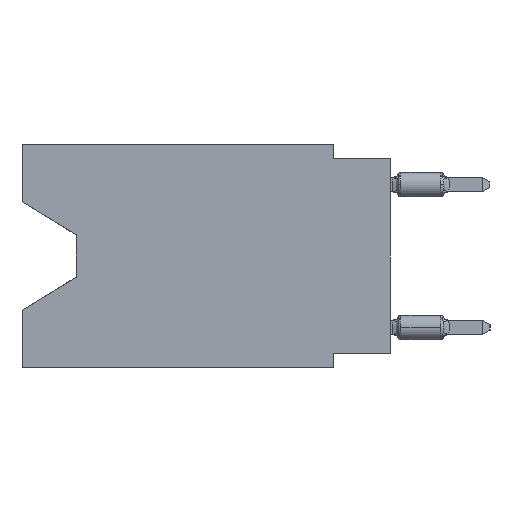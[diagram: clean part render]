
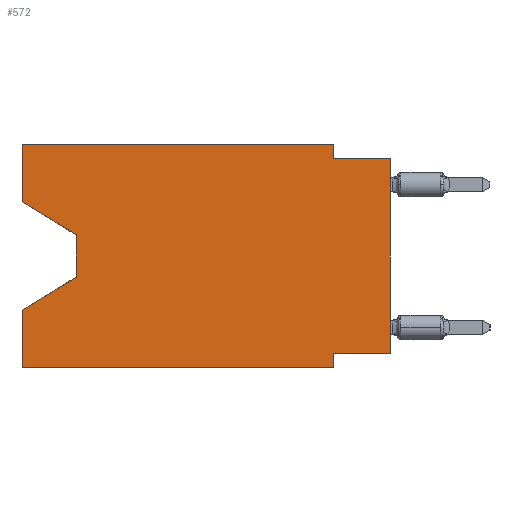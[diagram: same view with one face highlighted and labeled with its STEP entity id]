
A CAD part, left-side view. The second image highlights one B-rep face of the part: STEP entity #572.
In plain terms, the highlighted planar face has unit normal (-1, 0, 0).
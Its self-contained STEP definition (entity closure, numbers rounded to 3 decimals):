
#453 = CARTESIAN_POINT ( 'NONE',  ( 0., 0., 0. ) ) ;
#487 = CARTESIAN_POINT ( 'NONE',  ( 0., 2.54, 0. ) ) ;
#534 = ORIENTED_EDGE ( 'NONE', *, *, #14035, .T. ) ;
#572 = ADVANCED_FACE ( 'NONE', ( #28171 ), #18566, .F. ) ;
#966 = DIRECTION ( 'NONE',  ( 0., -0.855, -0.519 ) ) ;
#1259 = EDGE_CURVE ( 'NONE', #22155, #24398, #12907, .T. ) ;
#1330 = EDGE_CURVE ( 'NONE', #18681, #22155, #24958, .T. ) ;
#1653 = ORIENTED_EDGE ( 'NONE', *, *, #26727, .F. ) ;
#1690 = ORIENTED_EDGE ( 'NONE', *, *, #1330, .F. ) ;
#1707 = CARTESIAN_POINT ( 'NONE',  ( 0., 0., -0.635 ) ) ;
#2227 = VECTOR ( 'NONE', #27255, 1000. ) ;
#2354 = ORIENTED_EDGE ( 'NONE', *, *, #1259, .F. ) ;
#2571 = EDGE_CURVE ( 'NONE', #28286, #11733, #3477, .T. ) ;
#2815 = AXIS2_PLACEMENT_3D ( 'NONE', #7229, #25916, #20972 ) ;
#2857 = ORIENTED_EDGE ( 'NONE', *, *, #2571, .F. ) ;
#3217 = CARTESIAN_POINT ( 'NONE',  ( 0., 16.383, -2.546 ) ) ;
#3369 = VERTEX_POINT ( 'NONE', #19694 ) ;
#3477 = LINE ( 'NONE', #26977, #18079 ) ;
#4335 = LINE ( 'NONE', #25294, #2227 ) ;
#4757 = CARTESIAN_POINT ( 'NONE',  ( 0., 16.383, -9.906 ) ) ;
#5185 = VERTEX_POINT ( 'NONE', #26296 ) ;
#5988 = ORIENTED_EDGE ( 'NONE', *, *, #25388, .F. ) ;
#6977 = DIRECTION ( 'NONE',  ( 0., -1., 0. ) ) ;
#7229 = CARTESIAN_POINT ( 'NONE',  ( 0., 16.383, 0. ) ) ;
#7341 = EDGE_CURVE ( 'NONE', #3369, #13132, #10156, .T. ) ;
#7552 = VECTOR ( 'NONE', #25608, 1000. ) ;
#8154 = VECTOR ( 'NONE', #26381, 1000. ) ;
#8256 = EDGE_LOOP ( 'NONE', ( #534, #17173, #29758, #2857, #12495, #1653, #19997, #10866, #9229, #5988, #2354, #1690 ) ) ;
#8479 = CARTESIAN_POINT ( 'NONE',  ( 0., 2.54, -9.271 ) ) ;
#8679 = DIRECTION ( 'NONE',  ( 0., 0., 1. ) ) ;
#8795 = VERTEX_POINT ( 'NONE', #26121 ) ;
#8965 = VECTOR ( 'NONE', #10792, 1000. ) ;
#9151 = VERTEX_POINT ( 'NONE', #14335 ) ;
#9229 = ORIENTED_EDGE ( 'NONE', *, *, #15978, .F. ) ;
#9383 = EDGE_CURVE ( 'NONE', #9151, #26466, #4335, .T. ) ;
#9732 = CARTESIAN_POINT ( 'NONE',  ( 0., 2.54, 0. ) ) ;
#9758 = EDGE_CURVE ( 'NONE', #9151, #8795, #23663, .T. ) ;
#10156 = LINE ( 'NONE', #24044, #24829 ) ;
#10792 = DIRECTION ( 'NONE',  ( 0., 0.855, -0.519 ) ) ;
#10866 = ORIENTED_EDGE ( 'NONE', *, *, #9758, .T. ) ;
#11005 = VERTEX_POINT ( 'NONE', #16360 ) ;
#11733 = VERTEX_POINT ( 'NONE', #26678 ) ;
#11840 = LINE ( 'NONE', #4757, #27270 ) ;
#12495 = ORIENTED_EDGE ( 'NONE', *, *, #28427, .T. ) ;
#12907 = LINE ( 'NONE', #22121, #21618 ) ;
#13045 = VECTOR ( 'NONE', #6977, 1000. ) ;
#13132 = VERTEX_POINT ( 'NONE', #27918 ) ;
#14035 = EDGE_CURVE ( 'NONE', #18681, #3369, #16677, .T. ) ;
#14335 = CARTESIAN_POINT ( 'NONE',  ( 0., 0., -9.271 ) ) ;
#14561 = DIRECTION ( 'NONE',  ( 0., -1., 0. ) ) ;
#14886 = DIRECTION ( 'NONE',  ( 0., -1., 0. ) ) ;
#15530 = DIRECTION ( 'NONE',  ( 0., 0., 1. ) ) ;
#15978 = EDGE_CURVE ( 'NONE', #11005, #8795, #27633, .T. ) ;
#16360 = CARTESIAN_POINT ( 'NONE',  ( 0., 2.54, -0.635 ) ) ;
#16415 = CARTESIAN_POINT ( 'NONE',  ( 0., 16.383, 0. ) ) ;
#16677 = LINE ( 'NONE', #3217, #27858 ) ;
#17173 = ORIENTED_EDGE ( 'NONE', *, *, #7341, .T. ) ;
#18079 = VECTOR ( 'NONE', #15530, 1000. ) ;
#18566 = PLANE ( 'NONE',  #2815 ) ;
#18681 = VERTEX_POINT ( 'NONE', #23328 ) ;
#19327 = CARTESIAN_POINT ( 'NONE',  ( 0., 2.54, -9.906 ) ) ;
#19694 = CARTESIAN_POINT ( 'NONE',  ( 0., 13.97, -4.013 ) ) ;
#19717 = LINE ( 'NONE', #24219, #8965 ) ;
#19997 = ORIENTED_EDGE ( 'NONE', *, *, #9383, .F. ) ;
#20158 = CARTESIAN_POINT ( 'NONE',  ( 0., 16.383, -9.906 ) ) ;
#20972 = DIRECTION ( 'NONE',  ( 0., 0., -1. ) ) ;
#21618 = VECTOR ( 'NONE', #14886, 1000. ) ;
#22121 = CARTESIAN_POINT ( 'NONE',  ( 0., 16.383, 0. ) ) ;
#22155 = VERTEX_POINT ( 'NONE', #16415 ) ;
#22961 = LINE ( 'NONE', #487, #8154 ) ;
#23328 = CARTESIAN_POINT ( 'NONE',  ( 0., 16.383, -2.546 ) ) ;
#23663 = LINE ( 'NONE', #453, #7552 ) ;
#24044 = CARTESIAN_POINT ( 'NONE',  ( 0., 13.97, -4.013 ) ) ;
#24219 = CARTESIAN_POINT ( 'NONE',  ( 0., 13.97, -5.893 ) ) ;
#24325 = DIRECTION ( 'NONE',  ( 0., 0., -1. ) ) ;
#24398 = VERTEX_POINT ( 'NONE', #9732 ) ;
#24829 = VECTOR ( 'NONE', #24325, 1000. ) ;
#24958 = LINE ( 'NONE', #29636, #26728 ) ;
#25294 = CARTESIAN_POINT ( 'NONE',  ( 0., 0., -9.271 ) ) ;
#25388 = EDGE_CURVE ( 'NONE', #24398, #11005, #22961, .T. ) ;
#25608 = DIRECTION ( 'NONE',  ( 0., 0., 1. ) ) ;
#25916 = DIRECTION ( 'NONE',  ( 1., 0., 0. ) ) ;
#25944 = LINE ( 'NONE', #19327, #28621 ) ;
#26121 = CARTESIAN_POINT ( 'NONE',  ( 0., 0., -0.635 ) ) ;
#26296 = CARTESIAN_POINT ( 'NONE',  ( 0., 2.54, -9.906 ) ) ;
#26381 = DIRECTION ( 'NONE',  ( 0., 0., -1. ) ) ;
#26466 = VERTEX_POINT ( 'NONE', #8479 ) ;
#26678 = CARTESIAN_POINT ( 'NONE',  ( 0., 16.383, -7.36 ) ) ;
#26727 = EDGE_CURVE ( 'NONE', #26466, #5185, #25944, .T. ) ;
#26728 = VECTOR ( 'NONE', #8679, 1000. ) ;
#26977 = CARTESIAN_POINT ( 'NONE',  ( 0., 16.383, 0. ) ) ;
#27255 = DIRECTION ( 'NONE',  ( 0., 1., 0. ) ) ;
#27270 = VECTOR ( 'NONE', #14561, 1000. ) ;
#27633 = LINE ( 'NONE', #1707, #13045 ) ;
#27858 = VECTOR ( 'NONE', #966, 1000. ) ;
#27918 = CARTESIAN_POINT ( 'NONE',  ( 0., 13.97, -5.893 ) ) ;
#28171 = FACE_OUTER_BOUND ( 'NONE', #8256, .T. ) ;
#28175 = EDGE_CURVE ( 'NONE', #13132, #11733, #19717, .T. ) ;
#28203 = DIRECTION ( 'NONE',  ( 0., 0., -1. ) ) ;
#28286 = VERTEX_POINT ( 'NONE', #20158 ) ;
#28427 = EDGE_CURVE ( 'NONE', #28286, #5185, #11840, .T. ) ;
#28621 = VECTOR ( 'NONE', #28203, 1000. ) ;
#29636 = CARTESIAN_POINT ( 'NONE',  ( 0., 16.383, 0. ) ) ;
#29758 = ORIENTED_EDGE ( 'NONE', *, *, #28175, .T. ) ;
